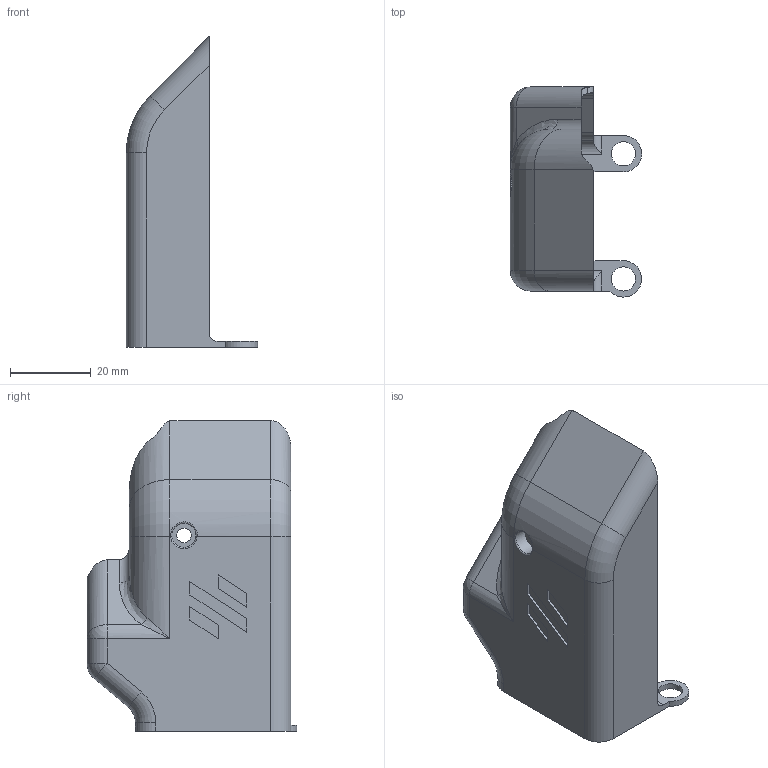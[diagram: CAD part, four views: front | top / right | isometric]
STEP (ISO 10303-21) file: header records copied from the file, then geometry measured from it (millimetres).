
FILE_DESCRIPTION(('HOOPS Exchange Step'),'2;1');
FILE_NAME('temp_export','2021-06-22T18:00:33+02:00',('mobile'),('Shapr3D Limited'),'HOOPS Exchange 2021.1','Shapr3D','Authorized');
FILE_SCHEMA( ('AP203_CONFIGURATION_CONTROLLED_3D_DESIGN_OF_MECHANICAL_PARTS_AND_ASSEMBLIES_MIM_LF') );
Length unit declared in the file: millimetre
Products named in the file (1): 1AE4FB81-6EA1-4477-B759-8D1FF4B496BD.tmp
Bounding box: 32.5 x 52 x 77 mm (x, y, z)
Volume: 9791.8 mm3; surface area: 13439.7 mm2
Topology: 2 solids, 2 shells, 117 faces, 312 edges, 191 vertices
Faces by surface type: plane 47, cylinder 45, torus 10, bspline 9, sphere 6
Full cylindrical faces by diameter (mm): 3.6 x2, 6 x4
Entity records: 6632 total; most frequent: CARTESIAN_POINT 3712, DIRECTION 612, ORIENTED_EDGE 604, EDGE_CURVE 302, AXIS2_PLACEMENT_3D 229, VERTEX_POINT 191, VECTOR 154, LINE 154
